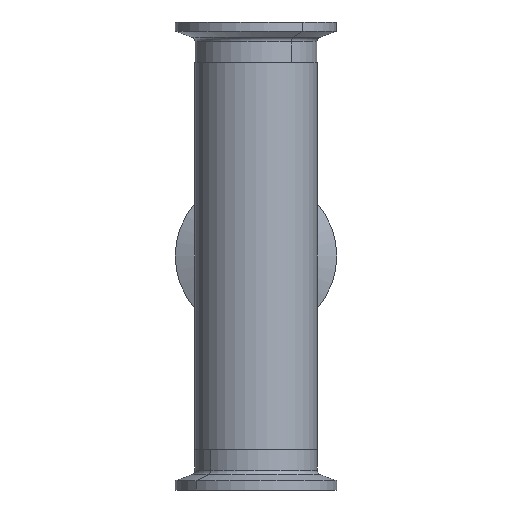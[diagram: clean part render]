
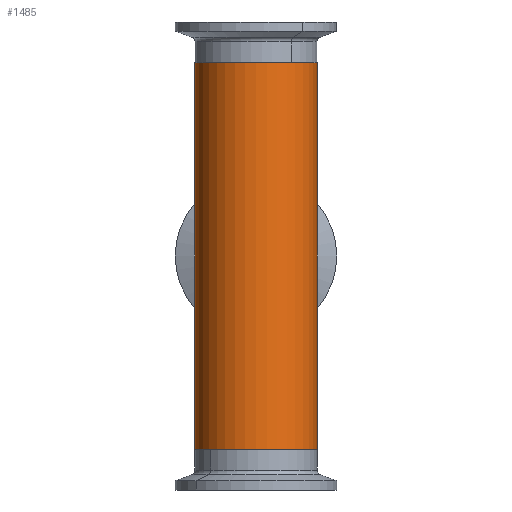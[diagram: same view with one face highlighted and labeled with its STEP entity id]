
A CAD part, front view. The second image highlights one B-rep face of the part: STEP entity #1485.
In plain terms, the highlighted cylindrical face has radius 19.05 mm (diameter 38.1 mm), a partial arc.
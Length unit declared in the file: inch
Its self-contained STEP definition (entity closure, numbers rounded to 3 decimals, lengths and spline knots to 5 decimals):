
#55 = DIRECTION ( 'NONE',  ( 1., 0., 0. ) ) ;
#93 = EDGE_CURVE ( 'NONE', #1007, #2656, #1221, .T. ) ;
#188 = VERTEX_POINT ( 'NONE', #2812 ) ;
#282 = EDGE_CURVE ( 'NONE', #480, #2656, #1946, .T. ) ;
#376 = CARTESIAN_POINT ( 'NONE',  ( 0.75, 0., -2.37402 ) ) ;
#457 = VECTOR ( 'NONE', #2144, 39.37008 ) ;
#480 = VERTEX_POINT ( 'NONE', #1253 ) ;
#640 = VECTOR ( 'NONE', #1034, 39.37008 ) ;
#763 = ORIENTED_EDGE ( 'NONE', *, *, #282, .F. ) ;
#944 = AXIS2_PLACEMENT_3D ( 'NONE', #1209, #2600, #55 ) ;
#1007 = VERTEX_POINT ( 'NONE', #1990 ) ;
#1034 = DIRECTION ( 'NONE',  ( 0., 0., -1. ) ) ;
#1059 = CARTESIAN_POINT ( 'NONE',  ( -0.75, 0., 2.37402 ) ) ;
#1153 = FACE_OUTER_BOUND ( 'NONE', #2279, .T. ) ;
#1201 = DIRECTION ( 'NONE',  ( 0., 0., -1. ) ) ;
#1209 = CARTESIAN_POINT ( 'NONE',  ( 0., 0., 2.37402 ) ) ;
#1221 = CIRCLE ( 'NONE', #1285, 0.75 ) ;
#1253 = CARTESIAN_POINT ( 'NONE',  ( 0.75, 0., 2.37402 ) ) ;
#1277 = LINE ( 'NONE', #1059, #457 ) ;
#1285 = AXIS2_PLACEMENT_3D ( 'NONE', #2534, #2285, #2274 ) ;
#1378 = AXIS2_PLACEMENT_3D ( 'NONE', #2580, #1201, #2327 ) ;
#1485 = ADVANCED_FACE ( 'NONE', ( #1153 ), #1571, .T. ) ;
#1495 = CARTESIAN_POINT ( 'NONE',  ( 0.75, 0., 2.37402 ) ) ;
#1571 = CYLINDRICAL_SURFACE ( 'NONE', #1378, 0.75 ) ;
#1737 = EDGE_CURVE ( 'NONE', #188, #1007, #1277, .T. ) ;
#1946 = LINE ( 'NONE', #1495, #640 ) ;
#1990 = CARTESIAN_POINT ( 'NONE',  ( -0.75, 0., -2.37402 ) ) ;
#2144 = DIRECTION ( 'NONE',  ( 0., 0., -1. ) ) ;
#2217 = ORIENTED_EDGE ( 'NONE', *, *, #2910, .F. ) ;
#2219 = ORIENTED_EDGE ( 'NONE', *, *, #1737, .T. ) ;
#2274 = DIRECTION ( 'NONE',  ( 1., 0., 0. ) ) ;
#2279 = EDGE_LOOP ( 'NONE', ( #763, #2217, #2219, #2670 ) ) ;
#2285 = DIRECTION ( 'NONE',  ( 0., 0., 1. ) ) ;
#2327 = DIRECTION ( 'NONE',  ( -1., 0., 0. ) ) ;
#2483 = CIRCLE ( 'NONE', #944, 0.75 ) ;
#2534 = CARTESIAN_POINT ( 'NONE',  ( 0., 0., -2.37402 ) ) ;
#2580 = CARTESIAN_POINT ( 'NONE',  ( 0., 0., 2.37402 ) ) ;
#2600 = DIRECTION ( 'NONE',  ( 0., 0., 1. ) ) ;
#2656 = VERTEX_POINT ( 'NONE', #376 ) ;
#2670 = ORIENTED_EDGE ( 'NONE', *, *, #93, .T. ) ;
#2812 = CARTESIAN_POINT ( 'NONE',  ( -0.75, 0., 2.37402 ) ) ;
#2910 = EDGE_CURVE ( 'NONE', #188, #480, #2483, .T. ) ;
